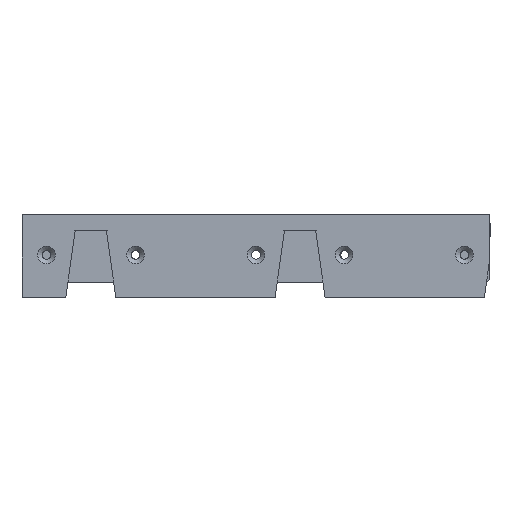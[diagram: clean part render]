
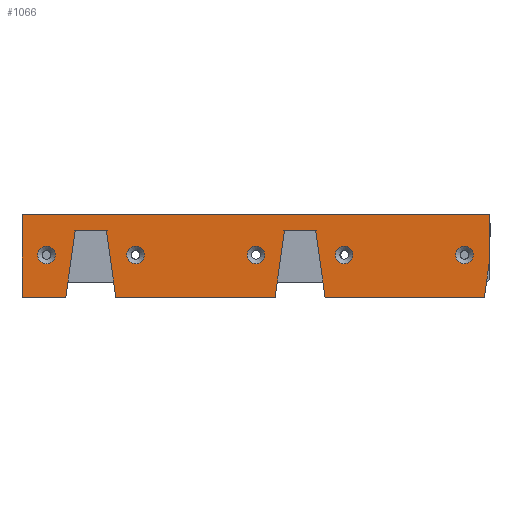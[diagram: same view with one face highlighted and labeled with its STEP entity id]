
A CAD part, top view. The second image highlights one B-rep face of the part: STEP entity #1066.
In plain terms, the highlighted face is planar.
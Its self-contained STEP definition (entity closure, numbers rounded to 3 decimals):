
#57=FACE_BOUND('',#191,.T.);
#58=FACE_BOUND('',#192,.T.);
#59=FACE_BOUND('',#193,.T.);
#60=FACE_BOUND('',#194,.T.);
#61=FACE_BOUND('',#195,.T.);
#81=CIRCLE('',#1140,3.95);
#83=CIRCLE('',#1143,3.95);
#84=CIRCLE('',#1144,3.95);
#85=CIRCLE('',#1145,3.95);
#86=CIRCLE('',#1146,3.95);
#132=FACE_OUTER_BOUND('',#190,.T.);
#190=EDGE_LOOP('',(#739,#740,#741,#742,#743,#744,#745,#746,#747,#748,#749,
#750,#751));
#191=EDGE_LOOP('',(#752));
#192=EDGE_LOOP('',(#753));
#193=EDGE_LOOP('',(#754));
#194=EDGE_LOOP('',(#755));
#195=EDGE_LOOP('',(#756));
#271=LINE('',#1585,#373);
#275=LINE('',#1592,#377);
#277=LINE('',#1602,#379);
#278=LINE('',#1603,#380);
#279=LINE('',#1605,#381);
#280=LINE('',#1607,#382);
#281=LINE('',#1609,#383);
#282=LINE('',#1611,#384);
#283=LINE('',#1613,#385);
#284=LINE('',#1615,#386);
#285=LINE('',#1617,#387);
#286=LINE('',#1619,#388);
#287=LINE('',#1620,#389);
#373=VECTOR('',#1256,10.);
#377=VECTOR('',#1262,10.);
#379=VECTOR('',#1272,10.);
#380=VECTOR('',#1273,10.);
#381=VECTOR('',#1274,10.);
#382=VECTOR('',#1275,10.);
#383=VECTOR('',#1276,10.);
#384=VECTOR('',#1277,10.);
#385=VECTOR('',#1278,10.);
#386=VECTOR('',#1279,10.);
#387=VECTOR('',#1280,10.);
#388=VECTOR('',#1281,10.);
#389=VECTOR('',#1282,10.);
#475=VERTEX_POINT('',#1582);
#476=VERTEX_POINT('',#1584);
#478=VERTEX_POINT('',#1590);
#479=VERTEX_POINT('',#1594);
#481=VERTEX_POINT('',#1600);
#482=VERTEX_POINT('',#1601);
#483=VERTEX_POINT('',#1604);
#484=VERTEX_POINT('',#1606);
#485=VERTEX_POINT('',#1608);
#486=VERTEX_POINT('',#1610);
#487=VERTEX_POINT('',#1612);
#488=VERTEX_POINT('',#1614);
#489=VERTEX_POINT('',#1616);
#490=VERTEX_POINT('',#1618);
#491=VERTEX_POINT('',#1621);
#492=VERTEX_POINT('',#1623);
#493=VERTEX_POINT('',#1625);
#494=VERTEX_POINT('',#1627);
#575=EDGE_CURVE('',#475,#476,#271,.T.);
#579=EDGE_CURVE('',#478,#475,#275,.T.);
#580=EDGE_CURVE('',#479,#479,#81,.T.);
#583=EDGE_CURVE('',#481,#482,#277,.T.);
#584=EDGE_CURVE('',#476,#481,#278,.T.);
#585=EDGE_CURVE('',#483,#478,#279,.T.);
#586=EDGE_CURVE('',#484,#483,#280,.T.);
#587=EDGE_CURVE('',#485,#484,#281,.T.);
#588=EDGE_CURVE('',#486,#485,#282,.T.);
#589=EDGE_CURVE('',#487,#486,#283,.T.);
#590=EDGE_CURVE('',#488,#487,#284,.T.);
#591=EDGE_CURVE('',#489,#488,#285,.T.);
#592=EDGE_CURVE('',#490,#489,#286,.T.);
#593=EDGE_CURVE('',#482,#490,#287,.T.);
#594=EDGE_CURVE('',#491,#491,#83,.T.);
#595=EDGE_CURVE('',#492,#492,#84,.T.);
#596=EDGE_CURVE('',#493,#493,#85,.T.);
#597=EDGE_CURVE('',#494,#494,#86,.T.);
#739=ORIENTED_EDGE('',*,*,#583,.F.);
#740=ORIENTED_EDGE('',*,*,#584,.F.);
#741=ORIENTED_EDGE('',*,*,#575,.F.);
#742=ORIENTED_EDGE('',*,*,#579,.F.);
#743=ORIENTED_EDGE('',*,*,#585,.F.);
#744=ORIENTED_EDGE('',*,*,#586,.F.);
#745=ORIENTED_EDGE('',*,*,#587,.F.);
#746=ORIENTED_EDGE('',*,*,#588,.F.);
#747=ORIENTED_EDGE('',*,*,#589,.F.);
#748=ORIENTED_EDGE('',*,*,#590,.F.);
#749=ORIENTED_EDGE('',*,*,#591,.F.);
#750=ORIENTED_EDGE('',*,*,#592,.F.);
#751=ORIENTED_EDGE('',*,*,#593,.F.);
#752=ORIENTED_EDGE('',*,*,#594,.F.);
#753=ORIENTED_EDGE('',*,*,#595,.F.);
#754=ORIENTED_EDGE('',*,*,#596,.F.);
#755=ORIENTED_EDGE('',*,*,#597,.F.);
#756=ORIENTED_EDGE('',*,*,#580,.F.);
#1037=PLANE('',#1142);
#1066=ADVANCED_FACE('',(#132,#57,#58,#59,#60,#61),#1037,.T.);
#1140=AXIS2_PLACEMENT_3D('',#1595,#1265,#1266);
#1142=AXIS2_PLACEMENT_3D('',#1599,#1270,#1271);
#1143=AXIS2_PLACEMENT_3D('',#1622,#1283,#1284);
#1144=AXIS2_PLACEMENT_3D('',#1624,#1285,#1286);
#1145=AXIS2_PLACEMENT_3D('',#1626,#1287,#1288);
#1146=AXIS2_PLACEMENT_3D('',#1628,#1289,#1290);
#1256=DIRECTION('',(0.,0.,1.));
#1262=DIRECTION('',(1.,0.,0.));
#1265=DIRECTION('center_axis',(0.,1.,0.));
#1266=DIRECTION('ref_axis',(1.,0.,0.));
#1270=DIRECTION('center_axis',(0.,1.,0.));
#1271=DIRECTION('ref_axis',(0.,0.,1.));
#1272=DIRECTION('',(0.,0.,-1.));
#1273=DIRECTION('',(-1.,0.,0.));
#1274=DIRECTION('',(0.139,0.,-0.99));
#1275=DIRECTION('',(1.,0.,0.));
#1276=DIRECTION('',(0.139,0.,0.99));
#1277=DIRECTION('',(1.,0.,0.));
#1278=DIRECTION('',(0.139,0.,-0.99));
#1279=DIRECTION('',(1.,0.,0.));
#1280=DIRECTION('',(0.139,0.,0.99));
#1281=DIRECTION('',(1.,0.,0.));
#1282=DIRECTION('',(0.139,0.,-0.99));
#1283=DIRECTION('center_axis',(0.,1.,0.));
#1284=DIRECTION('ref_axis',(1.,0.,0.));
#1285=DIRECTION('center_axis',(0.,1.,0.));
#1286=DIRECTION('ref_axis',(1.,0.,0.));
#1287=DIRECTION('center_axis',(0.,1.,0.));
#1288=DIRECTION('ref_axis',(1.,0.,0.));
#1289=DIRECTION('center_axis',(0.,1.,0.));
#1290=DIRECTION('ref_axis',(1.,0.,0.));
#1582=CARTESIAN_POINT('',(256.832,3.,-37.));
#1584=CARTESIAN_POINT('',(256.832,3.,0.));
#1585=CARTESIAN_POINT('',(256.832,3.,-17.781));
#1590=CARTESIAN_POINT('',(237.184,3.,-37.));
#1592=CARTESIAN_POINT('',(264.132,3.,-37.));
#1594=CARTESIAN_POINT('',(241.891,3.,-18.037));
#1595=CARTESIAN_POINT('Origin',(245.841,3.,-18.037));
#1599=CARTESIAN_POINT('Origin',(132.066,3.,-17.061));
#1600=CARTESIAN_POINT('',(46.832,3.,0.));
#1601=CARTESIAN_POINT('',(46.832,3.,-18.865));
#1602=CARTESIAN_POINT('',(46.832,3.,-17.781));
#1603=CARTESIAN_POINT('',(0.,3.,0.));
#1604=CARTESIAN_POINT('',(232.968,3.,-7.));
#1605=CARTESIAN_POINT('',(237.184,3.,-37.));
#1606=CARTESIAN_POINT('',(218.968,3.,-7.));
#1607=CARTESIAN_POINT('',(232.968,3.,-7.));
#1608=CARTESIAN_POINT('',(214.751,3.,-37.));
#1609=CARTESIAN_POINT('',(218.968,3.,-7.));
#1610=CARTESIAN_POINT('',(143.282,3.,-37.));
#1611=CARTESIAN_POINT('',(214.751,3.,-37.));
#1612=CARTESIAN_POINT('',(139.066,3.,-7.));
#1613=CARTESIAN_POINT('',(143.282,3.,-37.));
#1614=CARTESIAN_POINT('',(125.066,3.,-7.));
#1615=CARTESIAN_POINT('',(139.066,3.,-7.));
#1616=CARTESIAN_POINT('',(120.85,3.,-37.));
#1617=CARTESIAN_POINT('',(120.85,3.,-37.));
#1618=CARTESIAN_POINT('',(49.381,3.,-37.));
#1619=CARTESIAN_POINT('',(49.381,3.,-37.));
#1620=CARTESIAN_POINT('',(45.165,3.,-7.));
#1621=CARTESIAN_POINT('',(201.891,3.,-18.));
#1622=CARTESIAN_POINT('Origin',(205.841,3.,-18.));
#1623=CARTESIAN_POINT('',(108.341,3.,-18.));
#1624=CARTESIAN_POINT('Origin',(112.291,3.,-18.));
#1625=CARTESIAN_POINT('',(54.341,3.,-18.));
#1626=CARTESIAN_POINT('Origin',(58.291,3.,-18.));
#1627=CARTESIAN_POINT('',(147.891,3.,-18.));
#1628=CARTESIAN_POINT('Origin',(151.841,3.,-18.));
